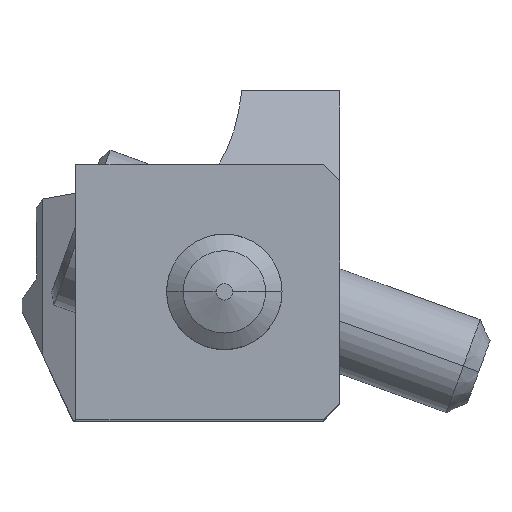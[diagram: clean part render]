
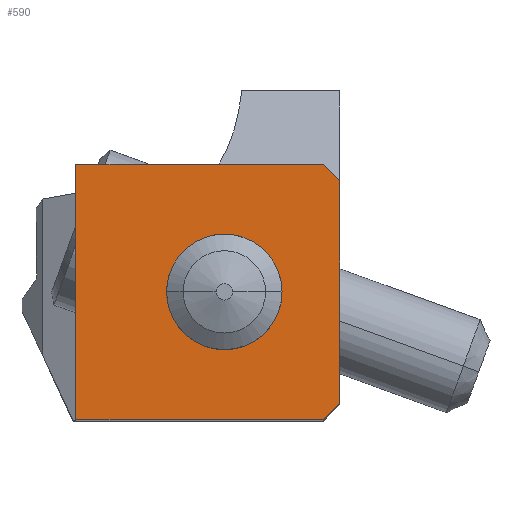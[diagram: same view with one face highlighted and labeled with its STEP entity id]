
A CAD part, top view. The second image highlights one B-rep face of the part: STEP entity #590.
In plain terms, the highlighted planar face has unit normal (0, 0, 1).
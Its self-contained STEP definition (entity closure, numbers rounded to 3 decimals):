
#257=CIRCLE('',#3738,1.65);
#258=CIRCLE('',#3739,1.65);
#590=ADVANCED_FACE('',(#906,#907),#789,.T.);
#789=PLANE('',#3740);
#906=FACE_BOUND('',#942,.T.);
#907=FACE_BOUND('',#943,.T.);
#942=EDGE_LOOP('',(#1171,#1172,#1173,#1174,#1175,#1176));
#943=EDGE_LOOP('',(#1177,#1178));
#1171=ORIENTED_EDGE('',*,*,#2541,.T.);
#1172=ORIENTED_EDGE('',*,*,#2542,.T.);
#1173=ORIENTED_EDGE('',*,*,#2527,.F.);
#1174=ORIENTED_EDGE('',*,*,#2540,.F.);
#1175=ORIENTED_EDGE('',*,*,#2543,.T.);
#1176=ORIENTED_EDGE('',*,*,#2544,.F.);
#1177=ORIENTED_EDGE('',*,*,#2545,.F.);
#1178=ORIENTED_EDGE('',*,*,#2546,.F.);
#2192=VERTEX_POINT('',#5191);
#2193=VERTEX_POINT('',#5192);
#2204=VERTEX_POINT('',#5216);
#2205=VERTEX_POINT('',#5220);
#2206=VERTEX_POINT('',#5221);
#2207=VERTEX_POINT('',#5224);
#2208=VERTEX_POINT('',#5227);
#2209=VERTEX_POINT('',#5228);
#2527=EDGE_CURVE('',#2192,#2193,#3045,.T.);
#2540=EDGE_CURVE('',#2204,#2192,#3055,.T.);
#2541=EDGE_CURVE('',#2205,#2206,#3056,.T.);
#2542=EDGE_CURVE('',#2206,#2193,#3057,.T.);
#2543=EDGE_CURVE('',#2204,#2207,#3058,.T.);
#2544=EDGE_CURVE('',#2205,#2207,#3059,.T.);
#2545=EDGE_CURVE('',#2208,#2209,#257,.T.);
#2546=EDGE_CURVE('',#2209,#2208,#258,.T.);
#3045=LINE('',#5190,#3315);
#3055=LINE('',#5217,#3325);
#3056=LINE('',#5219,#3326);
#3057=LINE('',#5222,#3327);
#3058=LINE('',#5223,#3328);
#3059=LINE('',#5225,#3329);
#3315=VECTOR('',#4154,1.);
#3325=VECTOR('',#4172,1.);
#3326=VECTOR('',#4175,1.);
#3327=VECTOR('',#4176,1.);
#3328=VECTOR('',#4177,1.);
#3329=VECTOR('',#4178,1.);
#3738=AXIS2_PLACEMENT_3D('',#5226,#4179,#4180);
#3739=AXIS2_PLACEMENT_3D('',#5229,#4181,#4182);
#3740=AXIS2_PLACEMENT_3D('',#5230,#4183,#4184);
#4154=DIRECTION('',(-1.,0.,0.));
#4172=DIRECTION('',(-0.707,-0.707,0.));
#4175=DIRECTION('',(-1.,0.,0.));
#4176=DIRECTION('',(0.,-1.,0.));
#4177=DIRECTION('',(0.,1.,0.));
#4178=DIRECTION('',(0.707,-0.707,0.));
#4179=DIRECTION('',(0.,0.,1.));
#4180=DIRECTION('',(1.,0.,0.));
#4181=DIRECTION('',(0.,0.,1.));
#4182=DIRECTION('',(-1.,0.,0.));
#4183=DIRECTION('',(0.,0.,1.));
#4184=DIRECTION('',(-1.,0.,0.));
#5190=CARTESIAN_POINT('',(-1.,0.,0.));
#5191=CARTESIAN_POINT('',(-1.,0.,0.));
#5192=CARTESIAN_POINT('',(-16.,0.,0.));
#5216=CARTESIAN_POINT('',(0.,1.,0.));
#5217=CARTESIAN_POINT('',(0.,1.,0.));
#5219=CARTESIAN_POINT('',(-1.,15.5,0.));
#5220=CARTESIAN_POINT('',(-1.,15.5,0.));
#5221=CARTESIAN_POINT('',(-16.,15.5,0.));
#5222=CARTESIAN_POINT('',(-16.,15.5,0.));
#5223=CARTESIAN_POINT('',(0.,1.,0.));
#5224=CARTESIAN_POINT('',(0.,14.5,0.));
#5225=CARTESIAN_POINT('',(-1.,15.5,0.));
#5226=CARTESIAN_POINT('',(-7.,7.75,0.));
#5227=CARTESIAN_POINT('',(-5.35,7.75,0.));
#5228=CARTESIAN_POINT('',(-8.65,7.75,0.));
#5229=CARTESIAN_POINT('',(-7.,7.75,0.));
#5230=CARTESIAN_POINT('',(-8.,7.75,0.));
